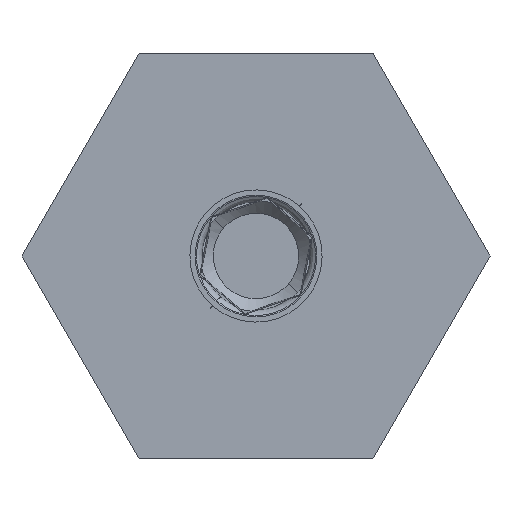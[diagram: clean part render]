
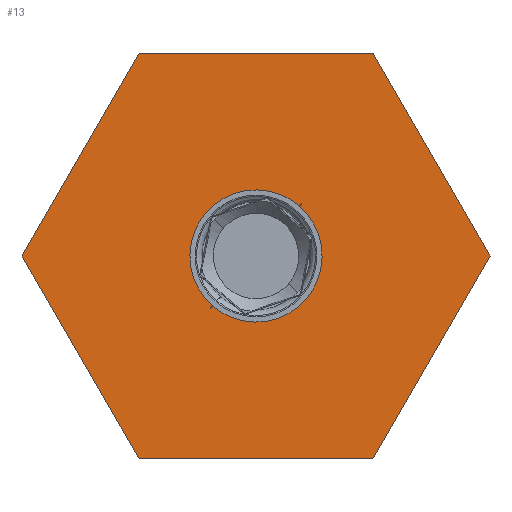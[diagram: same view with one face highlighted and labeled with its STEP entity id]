
A CAD part, front view. The second image highlights one B-rep face of the part: STEP entity #13.
In plain terms, the highlighted face is planar.
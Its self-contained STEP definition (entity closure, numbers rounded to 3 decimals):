
#13 = ADVANCED_FACE ( 'NONE', ( #905, #4290 ), #4088, .F. ) ;
#117 = DIRECTION ( 'NONE',  ( 1., 0., 0. ) ) ;
#212 = DIRECTION ( 'NONE',  ( -0.5, 0.866, 0. ) ) ;
#220 = AXIS2_PLACEMENT_3D ( 'NONE', #2443, #468, #2761 ) ;
#299 = ORIENTED_EDGE ( 'NONE', *, *, #1947, .F. ) ;
#334 = VERTEX_POINT ( 'NONE', #426 ) ;
#399 = VERTEX_POINT ( 'NONE', #2138 ) ;
#408 = EDGE_CURVE ( 'NONE', #1387, #4272, #4102, .T. ) ;
#426 = CARTESIAN_POINT ( 'NONE',  ( -9.238, -16., -20. ) ) ;
#468 = DIRECTION ( 'NONE',  ( 0., 0., 1. ) ) ;
#492 = ORIENTED_EDGE ( 'NONE', *, *, #2178, .T. ) ;
#736 = CARTESIAN_POINT ( 'NONE',  ( -3.427, 3.936, -20. ) ) ;
#835 = EDGE_LOOP ( 'NONE', ( #1965, #2889, #299, #916, #3851, #3250 ) ) ;
#858 = LINE ( 'NONE', #3201, #4249 ) ;
#905 = FACE_OUTER_BOUND ( 'NONE', #835, .T. ) ;
#916 = ORIENTED_EDGE ( 'NONE', *, *, #3694, .F. ) ;
#1000 = CARTESIAN_POINT ( 'NONE',  ( 9.238, -16., -20. ) ) ;
#1063 = CARTESIAN_POINT ( 'NONE',  ( 0., 0., -20. ) ) ;
#1184 = VECTOR ( 'NONE', #3514, 1000. ) ;
#1236 = CARTESIAN_POINT ( 'NONE',  ( -9.238, 16., -20. ) ) ;
#1267 = CARTESIAN_POINT ( 'NONE',  ( -18.475, 0., -20. ) ) ;
#1387 = VERTEX_POINT ( 'NONE', #3117 ) ;
#1407 = DIRECTION ( 'NONE',  ( -0.657, 0.754, 0. ) ) ;
#1468 = CARTESIAN_POINT ( 'NONE',  ( 0., 0., -20. ) ) ;
#1718 = EDGE_CURVE ( 'NONE', #4272, #399, #1994, .T. ) ;
#1841 = CIRCLE ( 'NONE', #220, 5.219 ) ;
#1947 = EDGE_CURVE ( 'NONE', #3326, #334, #4060, .T. ) ;
#1965 = ORIENTED_EDGE ( 'NONE', *, *, #408, .F. ) ;
#1994 = LINE ( 'NONE', #2847, #2110 ) ;
#2063 = CIRCLE ( 'NONE', #3393, 5.219 ) ;
#2110 = VECTOR ( 'NONE', #212, 1000. ) ;
#2132 = DIRECTION ( 'NONE',  ( 0., 0., 1. ) ) ;
#2138 = CARTESIAN_POINT ( 'NONE',  ( 9.238, 16., -20. ) ) ;
#2178 = EDGE_CURVE ( 'NONE', #4044, #2365, #2063, .T. ) ;
#2233 = DIRECTION ( 'NONE',  ( -0.5, -0.866, 0. ) ) ;
#2272 = AXIS2_PLACEMENT_3D ( 'NONE', #1468, #2132, #117 ) ;
#2313 = EDGE_CURVE ( 'NONE', #2365, #4044, #1841, .T. ) ;
#2362 = VECTOR ( 'NONE', #3293, 1000. ) ;
#2365 = VERTEX_POINT ( 'NONE', #3772 ) ;
#2443 = CARTESIAN_POINT ( 'NONE',  ( 0., 0., -20. ) ) ;
#2560 = CARTESIAN_POINT ( 'NONE',  ( 18.475, 0., -20. ) ) ;
#2746 = LINE ( 'NONE', #1236, #3515 ) ;
#2761 = DIRECTION ( 'NONE',  ( -0.657, 0.754, 0. ) ) ;
#2815 = EDGE_CURVE ( 'NONE', #334, #1387, #2927, .T. ) ;
#2823 = EDGE_CURVE ( 'NONE', #399, #3739, #858, .T. ) ;
#2847 = CARTESIAN_POINT ( 'NONE',  ( 18.475, 0., -20. ) ) ;
#2862 = CARTESIAN_POINT ( 'NONE',  ( -9.238, -16., -20. ) ) ;
#2889 = ORIENTED_EDGE ( 'NONE', *, *, #2815, .F. ) ;
#2927 = LINE ( 'NONE', #2862, #1184 ) ;
#3083 = VECTOR ( 'NONE', #3543, 1000. ) ;
#3117 = CARTESIAN_POINT ( 'NONE',  ( 9.238, -16., -20. ) ) ;
#3201 = CARTESIAN_POINT ( 'NONE',  ( 9.238, 16., -20. ) ) ;
#3250 = ORIENTED_EDGE ( 'NONE', *, *, #1718, .F. ) ;
#3293 = DIRECTION ( 'NONE',  ( 0.5, 0.866, 0. ) ) ;
#3326 = VERTEX_POINT ( 'NONE', #3761 ) ;
#3349 = DIRECTION ( 'NONE',  ( 0., 0., 1. ) ) ;
#3393 = AXIS2_PLACEMENT_3D ( 'NONE', #1063, #3349, #1407 ) ;
#3428 = EDGE_LOOP ( 'NONE', ( #492, #3512 ) ) ;
#3512 = ORIENTED_EDGE ( 'NONE', *, *, #2313, .T. ) ;
#3514 = DIRECTION ( 'NONE',  ( 1., 0., 0. ) ) ;
#3515 = VECTOR ( 'NONE', #2233, 1000. ) ;
#3543 = DIRECTION ( 'NONE',  ( 0.5, -0.866, 0. ) ) ;
#3694 = EDGE_CURVE ( 'NONE', #3739, #3326, #2746, .T. ) ;
#3739 = VERTEX_POINT ( 'NONE', #4214 ) ;
#3761 = CARTESIAN_POINT ( 'NONE',  ( -18.475, 0., -20. ) ) ;
#3772 = CARTESIAN_POINT ( 'NONE',  ( 3.427, -3.936, -20. ) ) ;
#3851 = ORIENTED_EDGE ( 'NONE', *, *, #2823, .F. ) ;
#4044 = VERTEX_POINT ( 'NONE', #736 ) ;
#4060 = LINE ( 'NONE', #1267, #3083 ) ;
#4088 = PLANE ( 'NONE',  #2272 ) ;
#4102 = LINE ( 'NONE', #1000, #2362 ) ;
#4187 = DIRECTION ( 'NONE',  ( -1., 0., 0. ) ) ;
#4214 = CARTESIAN_POINT ( 'NONE',  ( -9.238, 16., -20. ) ) ;
#4249 = VECTOR ( 'NONE', #4187, 1000. ) ;
#4272 = VERTEX_POINT ( 'NONE', #2560 ) ;
#4290 = FACE_BOUND ( 'NONE', #3428, .T. ) ;
